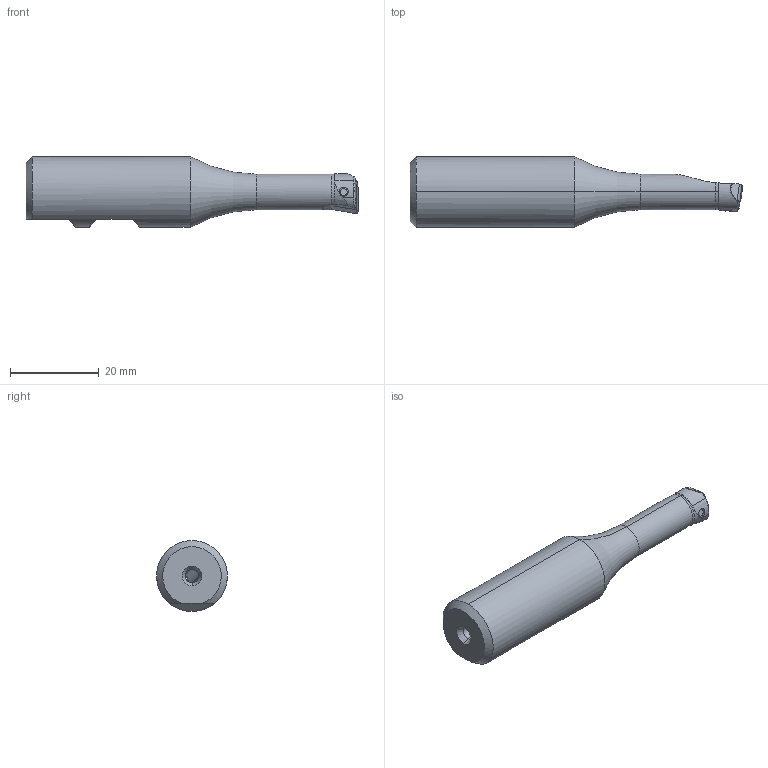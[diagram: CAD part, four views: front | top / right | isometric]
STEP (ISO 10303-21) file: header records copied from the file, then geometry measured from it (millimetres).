
FILE_DESCRIPTION (( 'STEP AP214' ), '1' );
FILE_NAME ('B10-WCA.K11.075.STEP', '2017-03-31T06:48:00', ( 'SWIAdmin' ), ( 'Hewlett-Packard Company' ), 'SwSTEP 2.0', 'SolidWorks 2015', '' );
FILE_SCHEMA (( 'AUTOMOTIVE_DESIGN' ));
Length unit declared in the file: millimetre
Products named in the file (4): B10-WCA.K11.075_C; B10-WCA.K11.075; WCA-ER2.001.005_A; CCMT060204
Assembly tree (3 placements, depth 2):
  B10-WCA.K11.075
    B10-WCA.K11.075_C
    CCMT060204
    WCA-ER2.001.005_A
Bounding box: 75 x 16 x 16 mm (x, y, z)
Volume: 9033.5 mm3; surface area: 3914.6 mm2
Topology: 3 solids, 3 shells, 135 faces, 345 edges, 211 vertices
Faces by surface type: cylinder 42, plane 34, cone 28, bspline 17, torus 12, sphere 2
Entity records: 5367 total; most frequent: CARTESIAN_POINT 1799, ORIENTED_EDGE 682, DIRECTION 576, EDGE_CURVE 341, AXIS2_PLACEMENT_3D 228, VERTEX_POINT 211, EDGE_LOOP 140, ADVANCED_FACE 135
